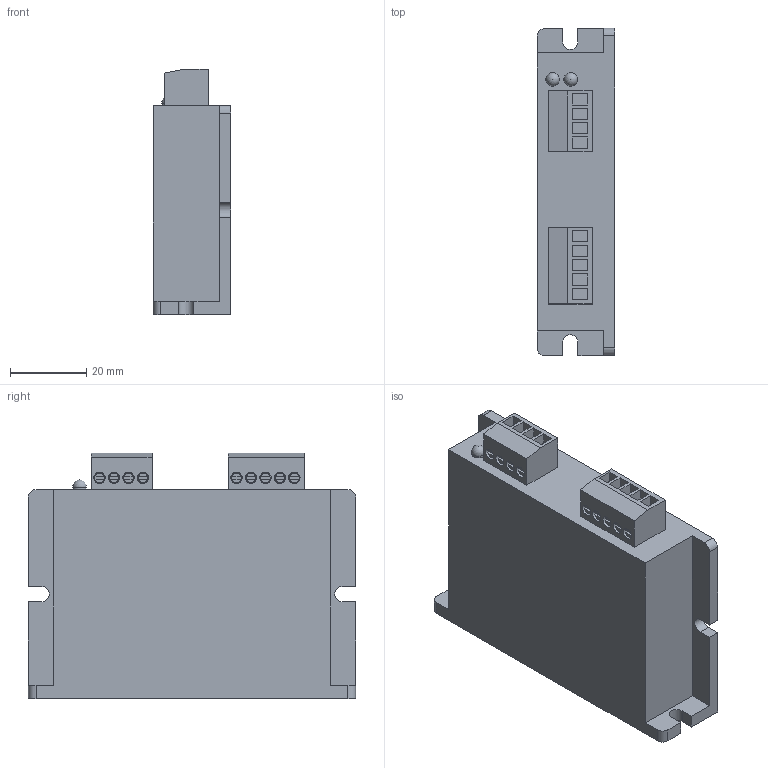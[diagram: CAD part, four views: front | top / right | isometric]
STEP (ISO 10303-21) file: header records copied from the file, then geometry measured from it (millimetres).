
FILE_DESCRIPTION(/* description */ (''),/* implementation_level */ '2;1');
FILE_NAME(/* name */ 'Leadshine DM422C.stp',/* time_stamp */ '2016-06-26T22:27:52+02:00',/* author */ ('Gea'),/* organization */ (''),/* preprocessor_version */ 'ST-DEVELOPER v15.2',/* originating_system */ 'Autodesk Inventor 2014',/* authorisation */ '');
FILE_SCHEMA (('AUTOMOTIVE_DESIGN { 1 0 10303 214 3 1 1 }'));
Length unit declared in the file: centimetre
Products named in the file (1): Leadshine DM422C
Bounding box: 20.5 x 86 x 64.5 mm (x, y, z)
Volume: 88447.5 mm3; surface area: 16891.1 mm2
Topology: 1 solids, 1 shells, 165 faces, 402 edges, 268 vertices
Faces by surface type: plane 135, cylinder 28, sphere 2
Full cylindrical faces by diameter (mm): 2.5 x9, 3 x9, 3.537 x1, 3.565 x1
Entity records: 4816 total; most frequent: CARTESIAN_POINT 788, DIRECTION 782, ORIENTED_EDGE 734, EDGE_CURVE 367, LINE 284, VECTOR 284, VERTEX_POINT 255, AXIS2_PLACEMENT_3D 249
